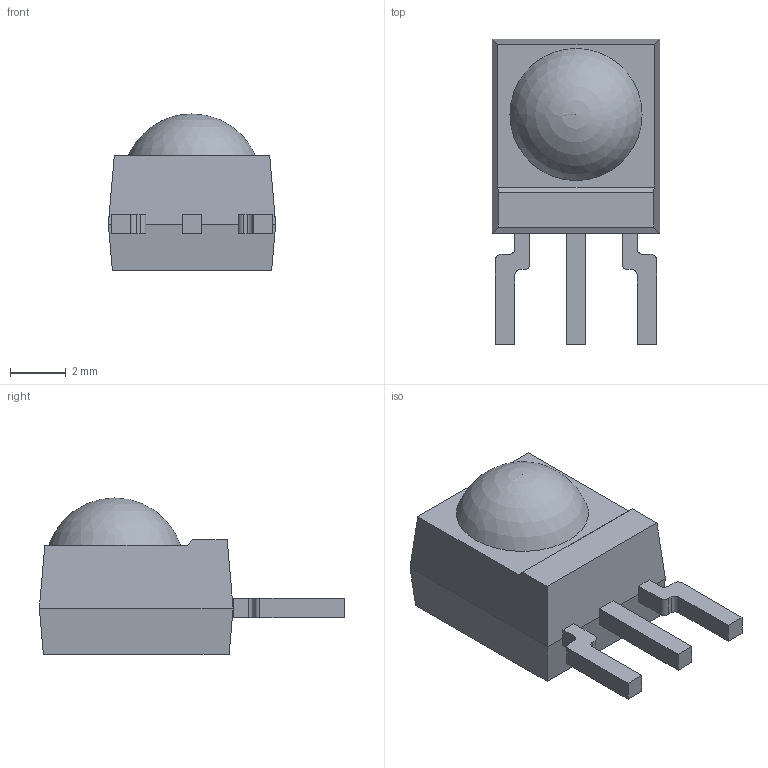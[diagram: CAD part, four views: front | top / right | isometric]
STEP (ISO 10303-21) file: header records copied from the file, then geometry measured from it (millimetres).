
FILE_DESCRIPTION(/* description */ (''),/* implementation_level */ '2;1');
FILE_NAME(/* name */ 'TSSP4038_v1.step',/* time_stamp */ '2024-09-27T23:03:04-04:00',/* author */ (''),/* organization */ (''),/* preprocessor_version */ 'ST-DEVELOPER v20',/* originating_system */ 'Autodesk Translation Framework v13.14.0.145',/* authorisation */ '');
FILE_SCHEMA (('AUTOMOTIVE_DESIGN { 1 0 10303 214 3 1 1 }'));
Length unit declared in the file: millimetre
Products named in the file (1): TSSP4038
Bounding box: 6 x 10.95 x 5.6 mm (x, y, z)
Volume: 179.1 mm3; surface area: 222.8 mm2
Topology: 4 solids, 4 shells, 47 faces, 113 edges, 74 vertices
Faces by surface type: plane 38, cylinder 8, sphere 1
Entity records: 1414 total; most frequent: CARTESIAN_POINT 234, DIRECTION 226, ORIENTED_EDGE 224, EDGE_CURVE 112, LINE 94, VECTOR 94, VERTEX_POINT 74, AXIS2_PLACEMENT_3D 66
